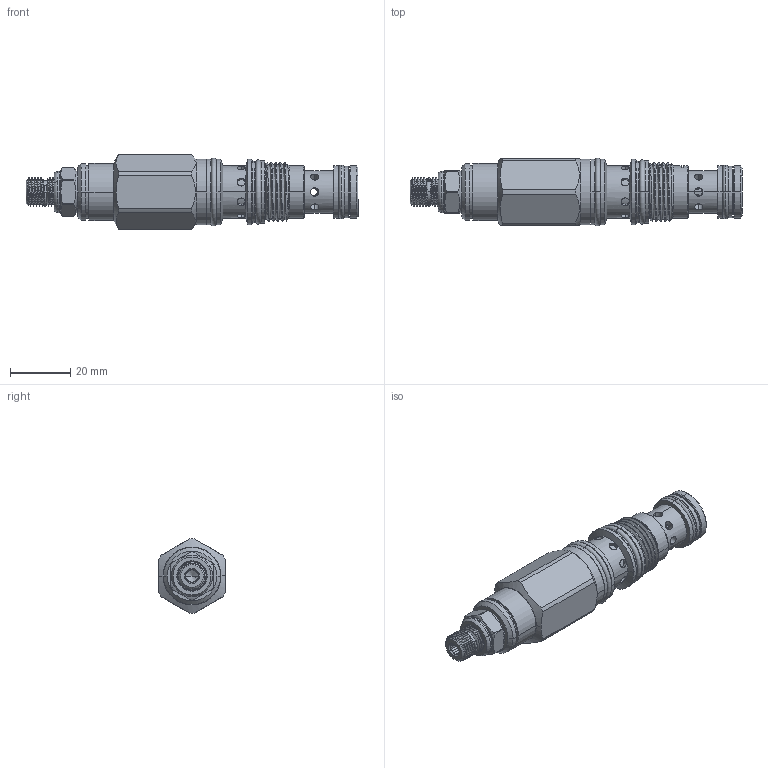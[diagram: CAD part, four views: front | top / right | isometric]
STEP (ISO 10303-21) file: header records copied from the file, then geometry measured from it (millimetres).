
FILE_DESCRIPTION (( 'STEP AP203' ), '1' );
FILE_NAME ('PD11A30-L.STEP', '2016-07-25T00:50:55', ( '' ), ( '' ), 'SwSTEP 2.0', 'SolidWorks 2012', '' );
FILE_SCHEMA (( 'CONFIG_CONTROL_DESIGN' ));
Length unit declared in the file: millimetre
Products named in the file (1): PD11A30-L
Bounding box: 110.66 x 22.55 x 24.84 mm (x, y, z)
Volume: 29546.2 mm3; surface area: 12090 mm2
Topology: 6 solids, 11 shells, 395 faces, 968 edges, 607 vertices
Faces by surface type: cylinder 208, plane 77, cone 62, torus 38, bspline 10
Entity records: 23281 total; most frequent: CARTESIAN_POINT 14145, ORIENTED_EDGE 1932, DIRECTION 1858, EDGE_CURVE 966, AXIS2_PLACEMENT_3D 774, VERTEX_POINT 607, EDGE_LOOP 455, FACE_OUTER_BOUND 395
